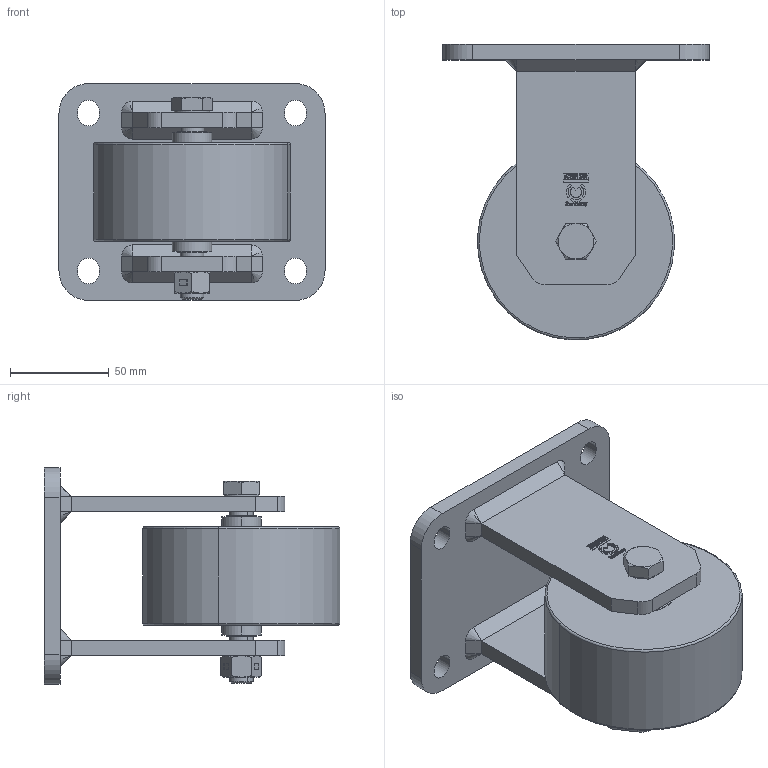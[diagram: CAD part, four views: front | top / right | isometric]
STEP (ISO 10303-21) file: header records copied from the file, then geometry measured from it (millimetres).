
FILE_DESCRIPTION (( 'STEP AP214' ), '1' );
FILE_NAME ('0015367_B-HB-STS-100-K.STEP', '2015-08-10T07:09:00', ( '' ), ( '' ), 'SwSTEP 2.0', 'SolidWorks 2014', '' );
FILE_SCHEMA (( 'AUTOMOTIVE_DESIGN' ));
Length unit declared in the file: millimetre
Products named in the file (2): 0015367_B-HB-STS-100-K
Bounding box: 135 x 149.91 x 110 mm (x, y, z)
Volume: 611381.2 mm3; surface area: 130270.4 mm2
Topology: 21 solids, 21 shells, 771 faces, 1943 edges, 1254 vertices
Faces by surface type: plane 382, bspline 220, cylinder 95, torus 50, cone 24
Entity records: 36133 total; most frequent: CARTESIAN_POINT 10186, ORIENTED_EDGE 3870, DIRECTION 2881, EDGE_CURVE 1935, VERTEX_POINT 1254, VECTOR 1159, LINE 1159, EDGE_LOOP 865
